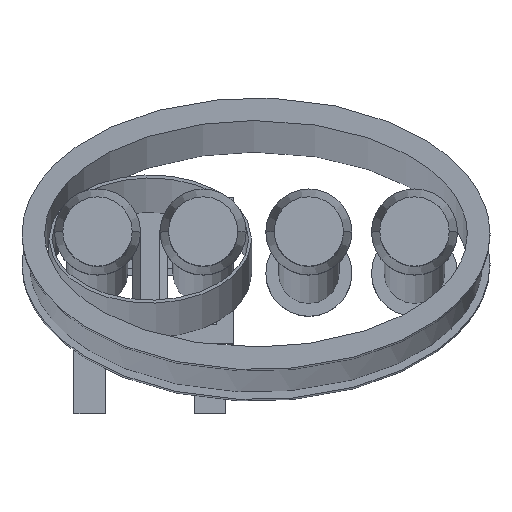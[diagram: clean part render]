
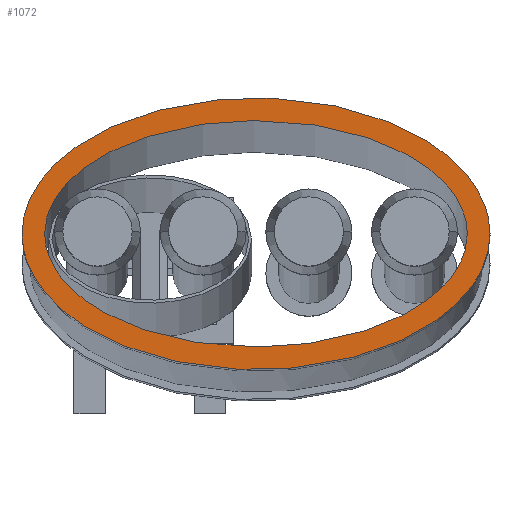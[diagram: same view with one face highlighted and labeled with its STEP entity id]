
A CAD part, top view. The second image highlights one B-rep face of the part: STEP entity #1072.
In plain terms, the highlighted planar face has unit normal (0, 0, 1).
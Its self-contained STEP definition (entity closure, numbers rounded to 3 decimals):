
#16 = CARTESIAN_POINT ( 'NONE',  ( 13., -9., 360. ) ) ;
#33 = CARTESIAN_POINT ( 'NONE',  ( 12.25, 0., 360. ) ) ;
#101 = CARTESIAN_POINT ( 'NONE',  ( 12.25, 0., 360. ) ) ;
#354 = VERTEX_POINT ( 'NONE', #737 ) ;
#370 = CARTESIAN_POINT ( 'NONE',  ( -1.75, 0., 360. ) ) ;
#373 = EDGE_CURVE ( 'NONE', #417, #354, #1923, .T. ) ;
#417 = VERTEX_POINT ( 'NONE', #3737 ) ;
#418 = CARTESIAN_POINT ( 'NONE',  ( -2.5, 9., 360. ) ) ;
#519 = CARTESIAN_POINT ( 'NONE',  ( 12.25, 0., 360. ) ) ;
#525 =( BOUNDED_CURVE ( )  B_SPLINE_CURVE ( 3, ( #3858, #4579, #3302, #33 ),
 .UNSPECIFIED., .F., .T. ) 
 B_SPLINE_CURVE_WITH_KNOTS ( ( 4, 4 ),
 ( 0., 3.142 ),
 .UNSPECIFIED. ) 
 CURVE ( )  GEOMETRIC_REPRESENTATION_ITEM ( )  RATIONAL_B_SPLINE_CURVE ( ( 1., 0.333, 0.333, 1. ) ) 
 REPRESENTATION_ITEM ( '' )  );
#636 = EDGE_LOOP ( 'NONE', ( #3762, #4465 ) ) ;
#737 = CARTESIAN_POINT ( 'NONE',  ( -2.5, 0., 360. ) ) ;
#799 = CARTESIAN_POINT ( 'NONE',  ( -2.5, 0., 360. ) ) ;
#847 = CARTESIAN_POINT ( 'NONE',  ( -1.75, 7.5, 360. ) ) ;
#1072 = ADVANCED_FACE ( 'NONE', ( #1655, #2632 ), #3536, .T. ) ;
#1220 = EDGE_CURVE ( 'NONE', #1594, #2132, #525, .T. ) ;
#1414 = DIRECTION ( 'NONE',  ( 0., 0., 1. ) ) ;
#1497 = DIRECTION ( 'NONE',  ( 1., 0., 0. ) ) ;
#1512 = CARTESIAN_POINT ( 'NONE',  ( 5.25, 0., 360. ) ) ;
#1594 = VERTEX_POINT ( 'NONE', #370 ) ;
#1655 = FACE_BOUND ( 'NONE', #3767, .T. ) ;
#1696 = CARTESIAN_POINT ( 'NONE',  ( 13., 0., 360. ) ) ;
#1878 = CARTESIAN_POINT ( 'NONE',  ( -2.5, 0., 360. ) ) ;
#1918 = ORIENTED_EDGE ( 'NONE', *, *, #4757, .F. ) ;
#1923 =( BOUNDED_CURVE ( )  B_SPLINE_CURVE ( 3, ( #1696, #3392, #418, #799 ),
 .UNSPECIFIED., .F., .T. ) 
 B_SPLINE_CURVE_WITH_KNOTS ( ( 4, 4 ),
 ( 3.142, 6.283 ),
 .UNSPECIFIED. ) 
 CURVE ( )  GEOMETRIC_REPRESENTATION_ITEM ( )  RATIONAL_B_SPLINE_CURVE ( ( 1., 0.333, 0.333, 1. ) ) 
 REPRESENTATION_ITEM ( '' )  );
#2132 = VERTEX_POINT ( 'NONE', #519 ) ;
#2615 = ORIENTED_EDGE ( 'NONE', *, *, #1220, .F. ) ;
#2617 = CARTESIAN_POINT ( 'NONE',  ( 13., 0., 360. ) ) ;
#2632 = FACE_OUTER_BOUND ( 'NONE', #636, .T. ) ;
#3074 = CARTESIAN_POINT ( 'NONE',  ( 12.25, 7.5, 360. ) ) ;
#3235 = AXIS2_PLACEMENT_3D ( 'NONE', #1512, #1414, #1497 ) ;
#3302 = CARTESIAN_POINT ( 'NONE',  ( 12.25, -7.5, 360. ) ) ;
#3373 = EDGE_CURVE ( 'NONE', #354, #417, #4022, .T. ) ;
#3392 = CARTESIAN_POINT ( 'NONE',  ( 13., 9., 360. ) ) ;
#3429 = CARTESIAN_POINT ( 'NONE',  ( -1.75, 0., 360. ) ) ;
#3536 = PLANE ( 'NONE',  #3235 ) ;
#3737 = CARTESIAN_POINT ( 'NONE',  ( 13., 0., 360. ) ) ;
#3762 = ORIENTED_EDGE ( 'NONE', *, *, #3373, .T. ) ;
#3767 = EDGE_LOOP ( 'NONE', ( #2615, #1918 ) ) ;
#3858 = CARTESIAN_POINT ( 'NONE',  ( -1.75, 0., 360. ) ) ;
#3877 =( BOUNDED_CURVE ( )  B_SPLINE_CURVE ( 3, ( #101, #3074, #847, #3429 ),
 .UNSPECIFIED., .F., .F. ) 
 B_SPLINE_CURVE_WITH_KNOTS ( ( 4, 4 ),
 ( 3.142, 6.283 ),
 .UNSPECIFIED. ) 
 CURVE ( )  GEOMETRIC_REPRESENTATION_ITEM ( )  RATIONAL_B_SPLINE_CURVE ( ( 1., 0.333, 0.333, 1. ) ) 
 REPRESENTATION_ITEM ( '' )  );
#4022 =( BOUNDED_CURVE ( )  B_SPLINE_CURVE ( 3, ( #1878, #4049, #16, #2617 ),
 .UNSPECIFIED., .F., .T. ) 
 B_SPLINE_CURVE_WITH_KNOTS ( ( 4, 4 ),
 ( 0., 3.142 ),
 .UNSPECIFIED. ) 
 CURVE ( )  GEOMETRIC_REPRESENTATION_ITEM ( )  RATIONAL_B_SPLINE_CURVE ( ( 1., 0.333, 0.333, 1. ) ) 
 REPRESENTATION_ITEM ( '' )  );
#4049 = CARTESIAN_POINT ( 'NONE',  ( -2.5, -9., 360. ) ) ;
#4465 = ORIENTED_EDGE ( 'NONE', *, *, #373, .T. ) ;
#4579 = CARTESIAN_POINT ( 'NONE',  ( -1.75, -7.5, 360. ) ) ;
#4757 = EDGE_CURVE ( 'NONE', #2132, #1594, #3877, .T. ) ;
